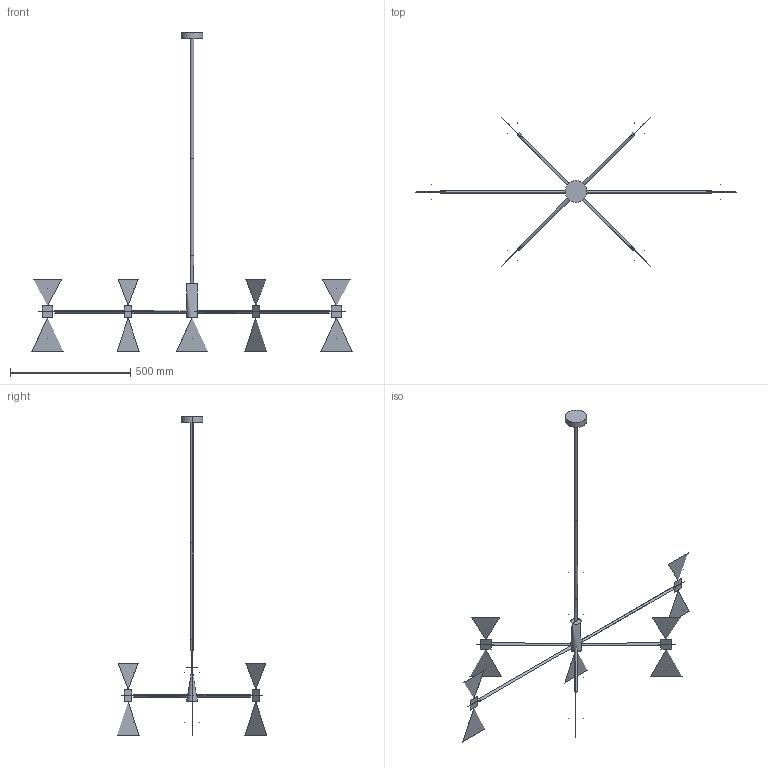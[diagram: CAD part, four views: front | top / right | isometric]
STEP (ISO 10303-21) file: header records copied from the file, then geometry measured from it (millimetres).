
FILE_DESCRIPTION(/* description */ (''),/* implementation_level */ '2;1');
FILE_NAME(/* name */ '1744.242_GRAAL',/* time_stamp */ '2023-01-18T18:30:35+01:00',/* author */ (''),/* organization */ (''),/* preprocessor_version */ 'ST-DEVELOPER v16.5',/* originating_system */ 'Rhino 7.15',/* authorisation */ '');
FILE_SCHEMA (('CONFIG_CONTROL_DESIGN'));
Length unit declared in the file: millimetre
Products named in the file (1): Document
Bounding box: 1330.84 x 622.85 x 1324.39 mm (x, y, z)
Volume: 2195440.8 mm3; surface area: 1530122.9 mm2
Topology: 24 solids, 63 shells, 151 faces, 483 edges, 305 vertices
Faces by surface type: bspline 108, cylinder 34, plane 9
Entity records: 10457 total; most frequent: CARTESIAN_POINT 8486, ORIENTED_EDGE 502, EDGE_CURVE 312, VERTEX_POINT 222, ADVANCED_FACE 151, FACE_OUTER_BOUND 151, EDGE_LOOP 151, B_SPLINE_CURVE_WITH_KNOTS 79
